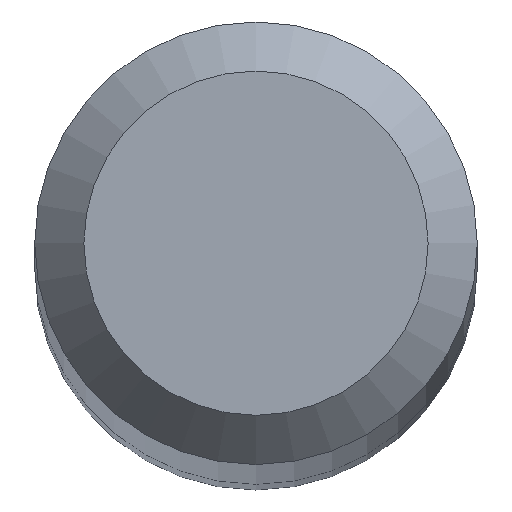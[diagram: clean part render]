
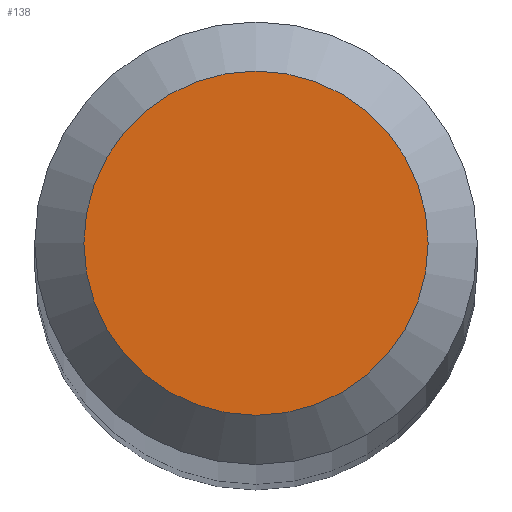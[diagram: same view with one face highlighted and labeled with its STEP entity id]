
A CAD part, top view. The second image highlights one B-rep face of the part: STEP entity #138.
In plain terms, the highlighted planar face has unit normal (0, 0, 1).
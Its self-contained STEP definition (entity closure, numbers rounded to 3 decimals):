
#4 = CARTESIAN_POINT ( 'NONE',  ( 0., 0., 30. ) ) ;
#5 = DIRECTION ( 'NONE',  ( 0., 0., -1. ) ) ;
#14 = DIRECTION ( 'NONE',  ( 0., 1., 0. ) ) ;
#37 = DIRECTION ( 'NONE',  ( 0., 1., 0. ) ) ;
#49 = ORIENTED_EDGE ( 'NONE', *, *, #71, .F. ) ;
#71 = EDGE_CURVE ( 'NONE', #184, #184, #176, .T. ) ;
#85 = PLANE ( 'NONE',  #95 ) ;
#86 = FACE_OUTER_BOUND ( 'NONE', #87, .T. ) ;
#87 = EDGE_LOOP ( 'NONE', ( #49 ) ) ;
#91 = CARTESIAN_POINT ( 'NONE',  ( 0., 0., 30. ) ) ;
#95 = AXIS2_PLACEMENT_3D ( 'NONE', #91, #5, #14 ) ;
#125 = DIRECTION ( 'NONE',  ( 0., 0., -1. ) ) ;
#133 = AXIS2_PLACEMENT_3D ( 'NONE', #4, #125, #37 ) ;
#138 = ADVANCED_FACE ( 'NONE', ( #86 ), #85, .F. ) ;
#175 = CARTESIAN_POINT ( 'NONE',  ( 0., 0.35, 30. ) ) ;
#176 = CIRCLE ( 'NONE', #133, 0.35 ) ;
#184 = VERTEX_POINT ( 'NONE', #175 ) ;
